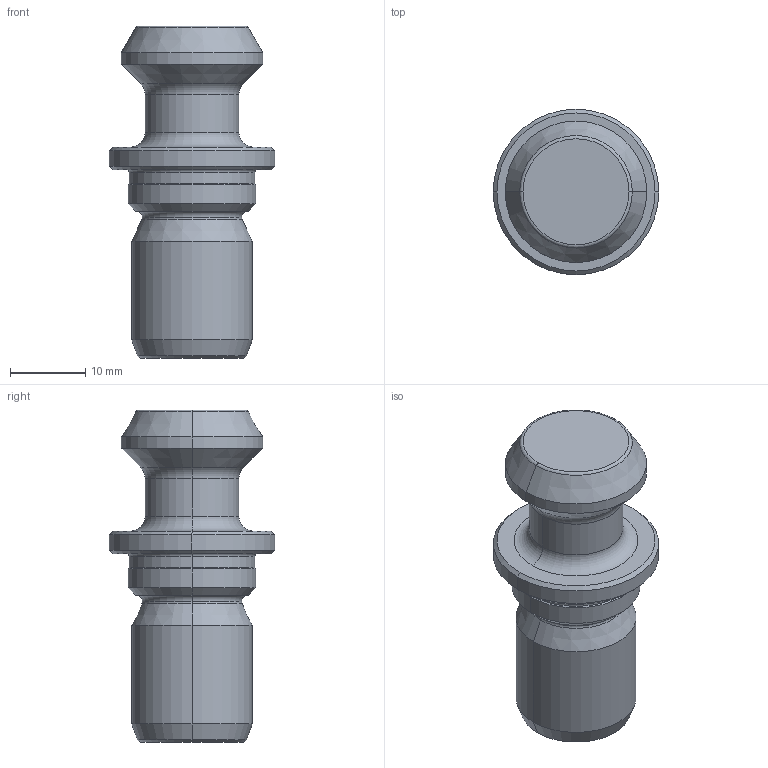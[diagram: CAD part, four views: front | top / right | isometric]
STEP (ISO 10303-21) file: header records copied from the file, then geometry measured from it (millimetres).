
FILE_DESCRIPTION (( 'STEP AP203' ), '1' );
FILE_NAME ('PS MAZAK BT40 TC.STEP', '2019-04-08T09:15:09', ( '' ), ( '' ), 'SwSTEP 2.0', 'SolidWorks 2014', '' );
FILE_SCHEMA (( 'CONFIG_CONTROL_DESIGN' ));
Length unit declared in the file: millimetre
Products named in the file (1): PS MAZAK BT40 TC
Bounding box: 22 x 22 x 44.1 mm (x, y, z)
Volume: 8855.6 mm3; surface area: 3015.3 mm2
Topology: 1 solids, 1 shells, 49 faces, 96 edges, 52 vertices
Faces by surface type: cone 20, torus 12, cylinder 12, plane 5
Entity records: 1323 total; most frequent: DIRECTION 260, CARTESIAN_POINT 198, ORIENTED_EDGE 192, AXIS2_PLACEMENT_3D 114, EDGE_CURVE 96, CIRCLE 64, VERTEX_POINT 52, EDGE_LOOP 52
